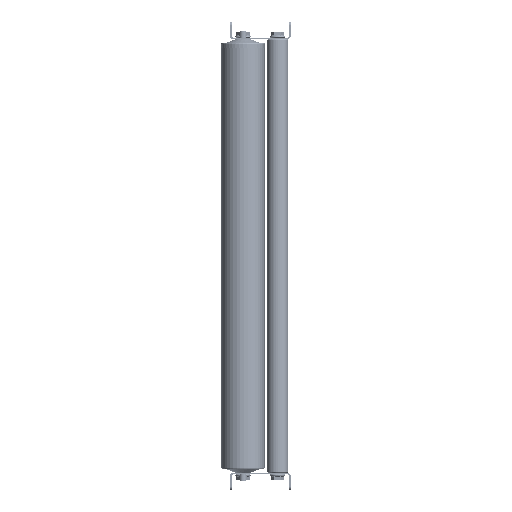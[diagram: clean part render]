
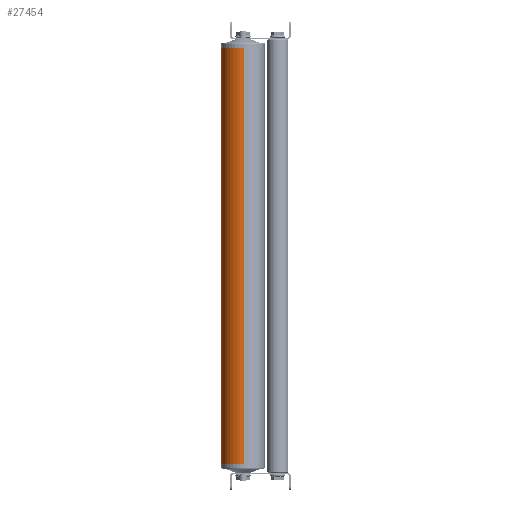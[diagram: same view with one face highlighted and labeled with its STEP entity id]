
A CAD part, left-side view. The second image highlights one B-rep face of the part: STEP entity #27454.
In plain terms, the highlighted cylindrical face has radius 25 mm (diameter 50 mm), a partial arc.
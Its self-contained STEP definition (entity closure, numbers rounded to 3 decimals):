
#1146 = CARTESIAN_POINT ( 'NONE',  ( 480., 0., -25. ) ) ;
#2474 = CARTESIAN_POINT ( 'NONE',  ( 0., 0., -25. ) ) ;
#4456 = CIRCLE ( 'NONE', #27341, 25. ) ;
#5155 = DIRECTION ( 'NONE',  ( 1., 0., 0. ) ) ;
#5781 = AXIS2_PLACEMENT_3D ( 'NONE', #32532, #19605, #32127 ) ;
#6290 = EDGE_LOOP ( 'NONE', ( #8646, #13388, #13893, #8184 ) ) ;
#8184 = ORIENTED_EDGE ( 'NONE', *, *, #34147, .F. ) ;
#8646 = ORIENTED_EDGE ( 'NONE', *, *, #19188, .F. ) ;
#9575 = CARTESIAN_POINT ( 'NONE',  ( 480., 0., 25. ) ) ;
#9804 = CARTESIAN_POINT ( 'NONE',  ( 0., 0., 0. ) ) ;
#13388 = ORIENTED_EDGE ( 'NONE', *, *, #18597, .T. ) ;
#13473 = CYLINDRICAL_SURFACE ( 'NONE', #5781, 25. ) ;
#13893 = ORIENTED_EDGE ( 'NONE', *, *, #27262, .T. ) ;
#16124 = LINE ( 'NONE', #9575, #20601 ) ;
#17516 = CARTESIAN_POINT ( 'NONE',  ( 0., 0., 25. ) ) ;
#18588 = DIRECTION ( 'NONE',  ( 1., 0., 0. ) ) ;
#18597 = EDGE_CURVE ( 'NONE', #23780, #37357, #38052, .T. ) ;
#19188 = EDGE_CURVE ( 'NONE', #23780, #40505, #4456, .T. ) ;
#19605 = DIRECTION ( 'NONE',  ( -1., 0., 0. ) ) ;
#20601 = VECTOR ( 'NONE', #33939, 1000. ) ;
#20782 = VECTOR ( 'NONE', #32124, 1000. ) ;
#20916 = DIRECTION ( 'NONE',  ( 0., 0., -1. ) ) ;
#23780 = VERTEX_POINT ( 'NONE', #1146 ) ;
#27262 = EDGE_CURVE ( 'NONE', #37357, #38277, #34546, .T. ) ;
#27341 = AXIS2_PLACEMENT_3D ( 'NONE', #36519, #5155, #20916 ) ;
#27454 = ADVANCED_FACE ( 'NONE', ( #35606 ), #13473, .T. ) ;
#29234 = CARTESIAN_POINT ( 'NONE',  ( 480., 0., -25. ) ) ;
#31110 = DIRECTION ( 'NONE',  ( 0., 0., -1. ) ) ;
#32124 = DIRECTION ( 'NONE',  ( -1., 0., 0. ) ) ;
#32127 = DIRECTION ( 'NONE',  ( 0., 0., 1. ) ) ;
#32532 = CARTESIAN_POINT ( 'NONE',  ( 480., 0., 0. ) ) ;
#33939 = DIRECTION ( 'NONE',  ( -1., 0., 0. ) ) ;
#34147 = EDGE_CURVE ( 'NONE', #40505, #38277, #16124, .T. ) ;
#34546 = CIRCLE ( 'NONE', #37830, 25. ) ;
#35606 = FACE_OUTER_BOUND ( 'NONE', #6290, .T. ) ;
#36519 = CARTESIAN_POINT ( 'NONE',  ( 480., 0., 0. ) ) ;
#37357 = VERTEX_POINT ( 'NONE', #2474 ) ;
#37830 = AXIS2_PLACEMENT_3D ( 'NONE', #9804, #18588, #31110 ) ;
#38052 = LINE ( 'NONE', #29234, #20782 ) ;
#38277 = VERTEX_POINT ( 'NONE', #17516 ) ;
#38901 = CARTESIAN_POINT ( 'NONE',  ( 480., 0., 25. ) ) ;
#40505 = VERTEX_POINT ( 'NONE', #38901 ) ;
